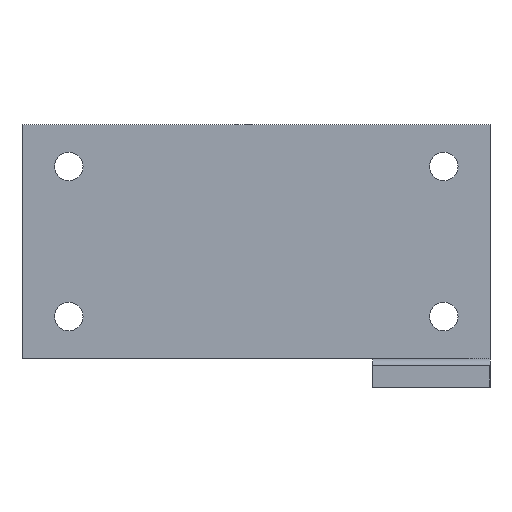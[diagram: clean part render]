
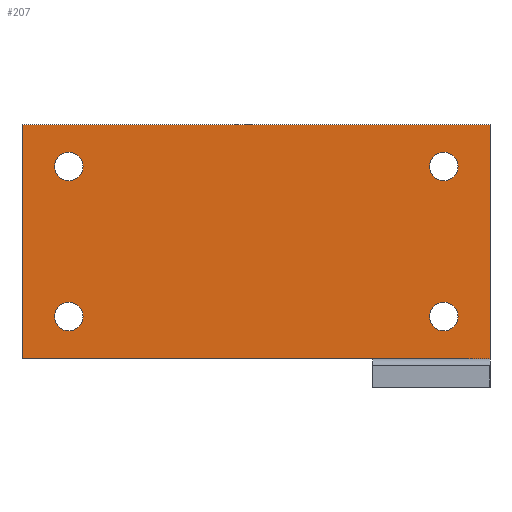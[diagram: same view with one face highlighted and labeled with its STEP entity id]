
A CAD part, front view. The second image highlights one B-rep face of the part: STEP entity #207.
In plain terms, the highlighted planar face has unit normal (0, -1, 0).
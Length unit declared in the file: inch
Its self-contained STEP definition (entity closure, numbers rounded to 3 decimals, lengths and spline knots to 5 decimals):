
#4 = CARTESIAN_POINT ( 'NONE',  ( 0.2, -0.093, -0.75898 ) ) ;
#5 = ORIENTED_EDGE ( 'NONE', *, *, #809, .F. ) ;
#6 = DIRECTION ( 'NONE',  ( 0., 1., 0. ) ) ;
#18 = AXIS2_PLACEMENT_3D ( 'NONE', #479, #841, #624 ) ;
#40 = PLANE ( 'NONE',  #117 ) ;
#44 = ORIENTED_EDGE ( 'NONE', *, *, #635, .T. ) ;
#55 = CARTESIAN_POINT ( 'NONE',  ( 0.2, -0.093, -0.11724 ) ) ;
#58 = CARTESIAN_POINT ( 'NONE',  ( 1.80236, -0.093, -0.88102 ) ) ;
#62 = FACE_OUTER_BOUND ( 'NONE', #114, .T. ) ;
#63 = EDGE_CURVE ( 'NONE', #786, #763, #676, .T. ) ;
#69 = AXIS2_PLACEMENT_3D ( 'NONE', #658, #661, #666 ) ;
#83 = FACE_BOUND ( 'NONE', #651, .T. ) ;
#92 = ORIENTED_EDGE ( 'NONE', *, *, #376, .T. ) ;
#96 = CARTESIAN_POINT ( 'NONE',  ( 1.80236, -0.093, -0.82 ) ) ;
#100 = CARTESIAN_POINT ( 'NONE',  ( 0., -0.093, 0. ) ) ;
#101 = VECTOR ( 'NONE', #400, 39.37008 ) ;
#107 = EDGE_CURVE ( 'NONE', #270, #858, #307, .T. ) ;
#108 = ORIENTED_EDGE ( 'NONE', *, *, #107, .T. ) ;
#109 = VECTOR ( 'NONE', #840, 39.37008 ) ;
#114 = EDGE_LOOP ( 'NONE', ( #5, #312, #211, #712, #233 ) ) ;
#117 = AXIS2_PLACEMENT_3D ( 'NONE', #882, #607, #522 ) ;
#127 = CARTESIAN_POINT ( 'NONE',  ( 0.2, -0.093, -0.88102 ) ) ;
#148 = CARTESIAN_POINT ( 'NONE',  ( 2., -0.093, 0. ) ) ;
#151 = EDGE_LOOP ( 'NONE', ( #44, #268 ) ) ;
#195 = VERTEX_POINT ( 'NONE', #532 ) ;
#202 = AXIS2_PLACEMENT_3D ( 'NONE', #328, #329, #330 ) ;
#207 = ADVANCED_FACE ( 'NONE', ( #415, #83, #784, #220, #62 ), #40, .T. ) ;
#211 = ORIENTED_EDGE ( 'NONE', *, *, #470, .F. ) ;
#220 = FACE_BOUND ( 'NONE', #731, .T. ) ;
#224 = EDGE_CURVE ( 'NONE', #541, #537, #854, .T. ) ;
#228 = AXIS2_PLACEMENT_3D ( 'NONE', #806, #340, #363 ) ;
#233 = ORIENTED_EDGE ( 'NONE', *, *, #629, .F. ) ;
#247 = CARTESIAN_POINT ( 'NONE',  ( 0.2, -0.093, -0.23929 ) ) ;
#253 = LINE ( 'NONE', #684, #280 ) ;
#259 = ORIENTED_EDGE ( 'NONE', *, *, #63, .T. ) ;
#260 = AXIS2_PLACEMENT_3D ( 'NONE', #799, #810, #862 ) ;
#266 = LINE ( 'NONE', #798, #855 ) ;
#268 = ORIENTED_EDGE ( 'NONE', *, *, #224, .T. ) ;
#269 = VERTEX_POINT ( 'NONE', #55 ) ;
#270 = VERTEX_POINT ( 'NONE', #58 ) ;
#275 = DIRECTION ( 'NONE',  ( 0., 0., -1. ) ) ;
#279 = AXIS2_PLACEMENT_3D ( 'NONE', #535, #539, #275 ) ;
#280 = VECTOR ( 'NONE', #451, 39.37008 ) ;
#283 = CARTESIAN_POINT ( 'NONE',  ( 1.80236, -0.093, -0.75898 ) ) ;
#292 = VERTEX_POINT ( 'NONE', #148 ) ;
#307 = CIRCLE ( 'NONE', #486, 0.06102 ) ;
#312 = ORIENTED_EDGE ( 'NONE', *, *, #790, .T. ) ;
#328 = CARTESIAN_POINT ( 'NONE',  ( 0.2, -0.093, -0.17827 ) ) ;
#329 = DIRECTION ( 'NONE',  ( 0., 1., 0. ) ) ;
#330 = DIRECTION ( 'NONE',  ( 0., 0., -1. ) ) ;
#333 = CARTESIAN_POINT ( 'NONE',  ( 2., -0.093, -1. ) ) ;
#340 = DIRECTION ( 'NONE',  ( 0., 1., 0. ) ) ;
#363 = DIRECTION ( 'NONE',  ( 0., 0., -1. ) ) ;
#376 = EDGE_CURVE ( 'NONE', #763, #786, #496, .T. ) ;
#400 = DIRECTION ( 'NONE',  ( 0., 0., 1. ) ) ;
#403 = CARTESIAN_POINT ( 'NONE',  ( 1.5, -0.093, -1. ) ) ;
#404 = VECTOR ( 'NONE', #713, 39.37008 ) ;
#411 = CARTESIAN_POINT ( 'NONE',  ( 0., -0.093, 0. ) ) ;
#415 = FACE_BOUND ( 'NONE', #151, .T. ) ;
#420 = EDGE_LOOP ( 'NONE', ( #511, #785 ) ) ;
#426 = LINE ( 'NONE', #674, #109 ) ;
#451 = DIRECTION ( 'NONE',  ( 0., 0., -1. ) ) ;
#459 = LINE ( 'NONE', #411, #101 ) ;
#470 = EDGE_CURVE ( 'NONE', #292, #877, #253, .T. ) ;
#479 = CARTESIAN_POINT ( 'NONE',  ( 1.80236, -0.093, -0.17827 ) ) ;
#481 = CIRCLE ( 'NONE', #228, 0.06102 ) ;
#486 = AXIS2_PLACEMENT_3D ( 'NONE', #96, #698, #837 ) ;
#496 = CIRCLE ( 'NONE', #260, 0.06102 ) ;
#497 = CIRCLE ( 'NONE', #69, 0.06102 ) ;
#511 = ORIENTED_EDGE ( 'NONE', *, *, #697, .T. ) ;
#522 = DIRECTION ( 'NONE',  ( 0., 0., -1. ) ) ;
#527 = LINE ( 'NONE', #704, #404 ) ;
#532 = CARTESIAN_POINT ( 'NONE',  ( 0., -0.093, -1. ) ) ;
#535 = CARTESIAN_POINT ( 'NONE',  ( 1.80236, -0.093, -0.82 ) ) ;
#537 = VERTEX_POINT ( 'NONE', #4 ) ;
#539 = DIRECTION ( 'NONE',  ( 0., 1., 0. ) ) ;
#541 = VERTEX_POINT ( 'NONE', #127 ) ;
#548 = VERTEX_POINT ( 'NONE', #247 ) ;
#581 = VERTEX_POINT ( 'NONE', #403 ) ;
#599 = EDGE_CURVE ( 'NONE', #858, #270, #608, .T. ) ;
#607 = DIRECTION ( 'NONE',  ( 0., -1., 0. ) ) ;
#608 = CIRCLE ( 'NONE', #279, 0.06102 ) ;
#612 = CIRCLE ( 'NONE', #202, 0.06102 ) ;
#624 = DIRECTION ( 'NONE',  ( 0., 0., -1. ) ) ;
#629 = EDGE_CURVE ( 'NONE', #195, #678, #459, .T. ) ;
#635 = EDGE_CURVE ( 'NONE', #537, #541, #481, .T. ) ;
#651 = EDGE_LOOP ( 'NONE', ( #92, #259 ) ) ;
#658 = CARTESIAN_POINT ( 'NONE',  ( 0.2, -0.093, -0.17827 ) ) ;
#661 = DIRECTION ( 'NONE',  ( 0., 1., 0. ) ) ;
#666 = DIRECTION ( 'NONE',  ( 0., 0., -1. ) ) ;
#674 = CARTESIAN_POINT ( 'NONE',  ( 0., -0.093, 0. ) ) ;
#676 = CIRCLE ( 'NONE', #18, 0.06102 ) ;
#678 = VERTEX_POINT ( 'NONE', #100 ) ;
#684 = CARTESIAN_POINT ( 'NONE',  ( 2., -0.093, -3.5 ) ) ;
#697 = EDGE_CURVE ( 'NONE', #269, #548, #497, .T. ) ;
#698 = DIRECTION ( 'NONE',  ( 0., 1., 0. ) ) ;
#704 = CARTESIAN_POINT ( 'NONE',  ( 0., -0.093, -1. ) ) ;
#712 = ORIENTED_EDGE ( 'NONE', *, *, #813, .F. ) ;
#713 = DIRECTION ( 'NONE',  ( -1., 0., 0. ) ) ;
#723 = DIRECTION ( 'NONE',  ( 0., 0., -1. ) ) ;
#728 = CARTESIAN_POINT ( 'NONE',  ( 1.80236, -0.093, -0.11724 ) ) ;
#731 = EDGE_LOOP ( 'NONE', ( #834, #108 ) ) ;
#763 = VERTEX_POINT ( 'NONE', #728 ) ;
#784 = FACE_BOUND ( 'NONE', #420, .T. ) ;
#785 = ORIENTED_EDGE ( 'NONE', *, *, #861, .T. ) ;
#786 = VERTEX_POINT ( 'NONE', #801 ) ;
#790 = EDGE_CURVE ( 'NONE', #581, #877, #266, .T. ) ;
#798 = CARTESIAN_POINT ( 'NONE',  ( 0., -0.093, -1. ) ) ;
#799 = CARTESIAN_POINT ( 'NONE',  ( 1.80236, -0.093, -0.17827 ) ) ;
#801 = CARTESIAN_POINT ( 'NONE',  ( 1.80236, -0.093, -0.23929 ) ) ;
#806 = CARTESIAN_POINT ( 'NONE',  ( 0.2, -0.093, -0.82 ) ) ;
#809 = EDGE_CURVE ( 'NONE', #581, #195, #527, .T. ) ;
#810 = DIRECTION ( 'NONE',  ( 0., 1., 0. ) ) ;
#813 = EDGE_CURVE ( 'NONE', #678, #292, #426, .T. ) ;
#816 = DIRECTION ( 'NONE',  ( 1., 0., 0. ) ) ;
#834 = ORIENTED_EDGE ( 'NONE', *, *, #599, .T. ) ;
#837 = DIRECTION ( 'NONE',  ( 0., 0., -1. ) ) ;
#840 = DIRECTION ( 'NONE',  ( 1., 0., 0. ) ) ;
#841 = DIRECTION ( 'NONE',  ( 0., 1., 0. ) ) ;
#854 = CIRCLE ( 'NONE', #875, 0.06102 ) ;
#855 = VECTOR ( 'NONE', #816, 39.37008 ) ;
#858 = VERTEX_POINT ( 'NONE', #283 ) ;
#861 = EDGE_CURVE ( 'NONE', #548, #269, #612, .T. ) ;
#862 = DIRECTION ( 'NONE',  ( 0., 0., -1. ) ) ;
#875 = AXIS2_PLACEMENT_3D ( 'NONE', #876, #6, #723 ) ;
#876 = CARTESIAN_POINT ( 'NONE',  ( 0.2, -0.093, -0.82 ) ) ;
#877 = VERTEX_POINT ( 'NONE', #333 ) ;
#882 = CARTESIAN_POINT ( 'NONE',  ( 0., -0.093, 0. ) ) ;
